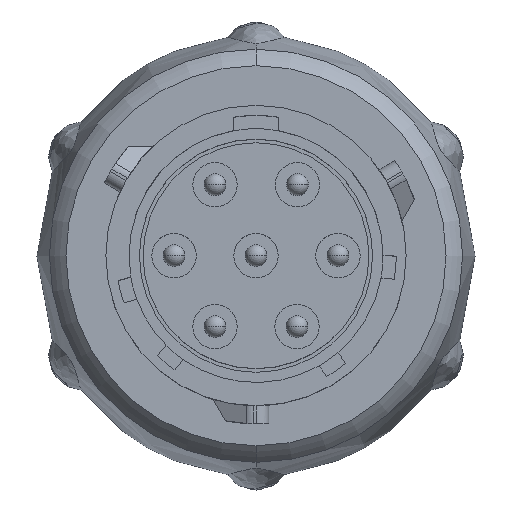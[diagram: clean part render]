
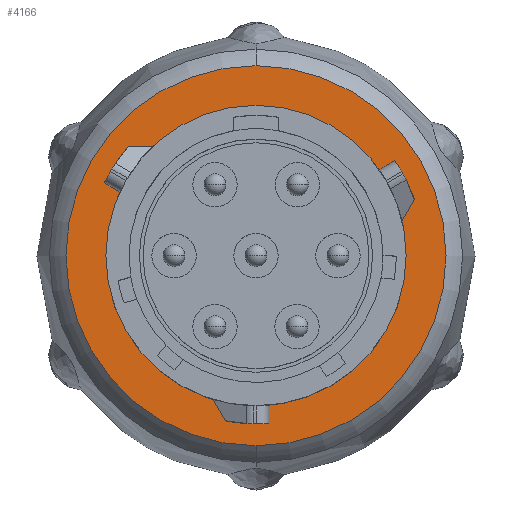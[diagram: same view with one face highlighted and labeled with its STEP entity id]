
A CAD part, top view. The second image highlights one B-rep face of the part: STEP entity #4166.
In plain terms, the highlighted planar face has unit normal (0, 0, 1).
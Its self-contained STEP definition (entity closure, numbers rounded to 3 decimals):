
#209=CARTESIAN_POINT('',(0.,0.,4.3));
#210=DIRECTION('',(0.,0.,1.));
#211=DIRECTION('',(0.,1.,0.));
#212=AXIS2_PLACEMENT_3D('',#209,#210,#211);
#387=CARTESIAN_POINT('',(0.,0.,4.3));
#388=DIRECTION('',(0.,0.,-1.));
#389=DIRECTION('',(0.,1.,0.));
#390=AXIS2_PLACEMENT_3D('',#387,#388,#389);
#497=CARTESIAN_POINT('',(0.,0.,4.3));
#498=DIRECTION('',(0.,0.,1.));
#499=DIRECTION('',(0.,1.,0.));
#500=AXIS2_PLACEMENT_3D('',#497,#498,#499);
#502=CARTESIAN_POINT('',(0.,0.,4.3));
#503=DIRECTION('',(0.,0.,-1.));
#504=DIRECTION('',(0.,1.,0.));
#505=AXIS2_PLACEMENT_3D('',#502,#503,#504);
#3237=CARTESIAN_POINT('',(0.,14.007,4.3));
#3239=VERTEX_POINT('',#3237);
#3245=CARTESIAN_POINT('',(0.,-14.007,4.3));
#3247=VERTEX_POINT('',#3245);
#3410=CARTESIAN_POINT('',(0.,11.07,4.3));
#3412=VERTEX_POINT('',#3410);
#3416=CARTESIAN_POINT('',(0.,-11.07,4.3));
#3417=VERTEX_POINT('',#3416);
#4151=CARTESIAN_POINT('',(0.,0.,4.3));
#4152=DIRECTION('',(0.,0.,-1.));
#4153=DIRECTION('',(0.,-1.,0.));
#4154=AXIS2_PLACEMENT_3D('',#4151,#4152,#4153);
#4155=PLANE('',#4154);
#4157=ORIENTED_EDGE('',*,*,#4156,.F.);
#4159=ORIENTED_EDGE('',*,*,#4158,.T.);
#4160=EDGE_LOOP('',(#4157,#4159));
#4161=FACE_OUTER_BOUND('',#4160,.F.);
#4162=ORIENTED_EDGE('',*,*,#3827,.T.);
#4163=ORIENTED_EDGE('',*,*,#4040,.F.);
#4164=EDGE_LOOP('',(#4162,#4163));
#4165=FACE_BOUND('',#4164,.F.);
#4166=ADVANCED_FACE('',(#4161,#4165),#4155,.F.);
#213=CIRCLE('',#212,11.07);
#391=CIRCLE('',#390,11.07);
#501=CIRCLE('',#500,14.007);
#506=CIRCLE('',#505,14.007);
#3827=EDGE_CURVE('',#3412,#3417,#213,.T.);
#4040=EDGE_CURVE('',#3412,#3417,#391,.T.);
#4156=EDGE_CURVE('',#3239,#3247,#501,.T.);
#4158=EDGE_CURVE('',#3239,#3247,#506,.T.);
